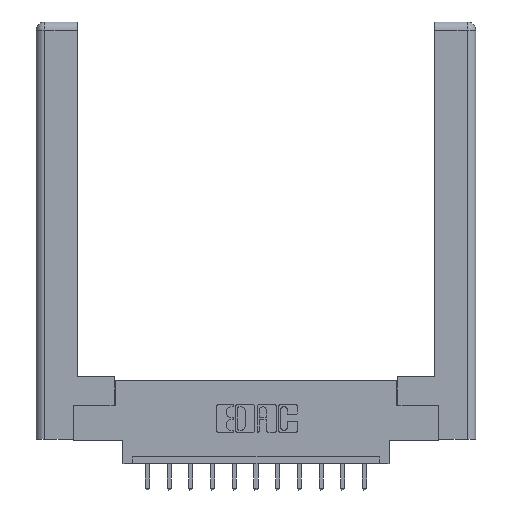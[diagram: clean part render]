
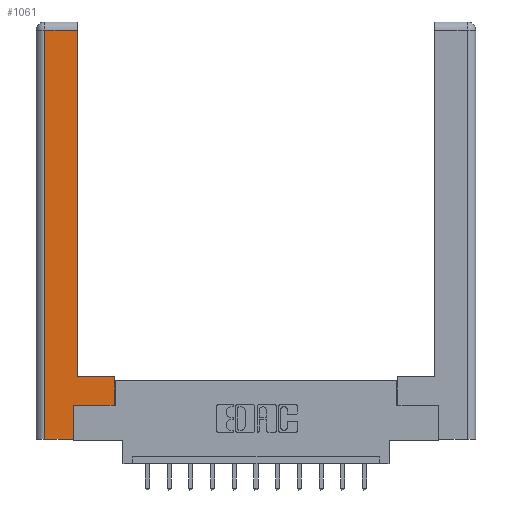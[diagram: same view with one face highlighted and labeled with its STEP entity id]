
A CAD part, top view. The second image highlights one B-rep face of the part: STEP entity #1061.
In plain terms, the highlighted planar face has unit normal (0, 0, 1).
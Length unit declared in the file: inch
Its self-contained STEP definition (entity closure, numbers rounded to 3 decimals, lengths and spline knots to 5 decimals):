
#83 = VECTOR ( 'NONE', #13691, 39.37008 ) ;
#122 = VECTOR ( 'NONE', #5424, 39.37008 ) ;
#468 = DIRECTION ( 'NONE',  ( -1., 0., 0. ) ) ;
#575 = CARTESIAN_POINT ( 'NONE',  ( 0.265, 0.245, 0. ) ) ;
#638 = LINE ( 'NONE', #2041, #83 ) ;
#927 = CARTESIAN_POINT ( 'NONE',  ( 0.265, 0.245, 0. ) ) ;
#1013 = CARTESIAN_POINT ( 'NONE',  ( 0.0615, 0., 0. ) ) ;
#1036 = AXIS2_PLACEMENT_3D ( 'NONE', #5792, #3384, #1075 ) ;
#1061 = ADVANCED_FACE ( 'NONE', ( #10072 ), #12377, .F. ) ;
#1075 = DIRECTION ( 'NONE',  ( -1., 0., 0. ) ) ;
#1260 = DIRECTION ( 'NONE',  ( 0., 1., 0. ) ) ;
#1293 = CARTESIAN_POINT ( 'NONE',  ( 0.565, 0.45, 0. ) ) ;
#1321 = EDGE_CURVE ( 'NONE', #7899, #9774, #11505, .T. ) ;
#1708 = VECTOR ( 'NONE', #1260, 39.37008 ) ;
#2041 = CARTESIAN_POINT ( 'NONE',  ( 0.565, 0.245, 0. ) ) ;
#2552 = EDGE_CURVE ( 'NONE', #8323, #14854, #8934, .T. ) ;
#2798 = LINE ( 'NONE', #5131, #14983 ) ;
#2882 = CARTESIAN_POINT ( 'NONE',  ( 0.0615, 2.94, 0. ) ) ;
#3384 = DIRECTION ( 'NONE',  ( 0., 0., -1. ) ) ;
#3768 = VERTEX_POINT ( 'NONE', #10931 ) ;
#3786 = VERTEX_POINT ( 'NONE', #14275 ) ;
#3794 = DIRECTION ( 'NONE',  ( 0., -1., 0. ) ) ;
#3866 = ORIENTED_EDGE ( 'NONE', *, *, #9532, .T. ) ;
#4024 = DIRECTION ( 'NONE',  ( 0., 1., 0. ) ) ;
#4422 = LINE ( 'NONE', #14377, #5701 ) ;
#4554 = ORIENTED_EDGE ( 'NONE', *, *, #5948, .T. ) ;
#4681 = EDGE_CURVE ( 'NONE', #3768, #3786, #2798, .T. ) ;
#5131 = CARTESIAN_POINT ( 'NONE',  ( 0.295, 3., 0. ) ) ;
#5385 = ORIENTED_EDGE ( 'NONE', *, *, #2552, .T. ) ;
#5424 = DIRECTION ( 'NONE',  ( -1., 0., 0. ) ) ;
#5701 = VECTOR ( 'NONE', #12258, 39.37008 ) ;
#5792 = CARTESIAN_POINT ( 'NONE',  ( 0., 0., 0. ) ) ;
#5856 = VECTOR ( 'NONE', #4024, 39.37008 ) ;
#5948 = EDGE_CURVE ( 'NONE', #9774, #8323, #4422, .T. ) ;
#6353 = LINE ( 'NONE', #13431, #122 ) ;
#7602 = CARTESIAN_POINT ( 'NONE',  ( 0.265, 0., 0. ) ) ;
#7899 = VERTEX_POINT ( 'NONE', #2882 ) ;
#7984 = CARTESIAN_POINT ( 'NONE',  ( 0.565, 0.245, 0. ) ) ;
#8170 = VERTEX_POINT ( 'NONE', #1293 ) ;
#8259 = CARTESIAN_POINT ( 'NONE',  ( 0.565, 0.45, 0. ) ) ;
#8323 = VERTEX_POINT ( 'NONE', #7602 ) ;
#8692 = ORIENTED_EDGE ( 'NONE', *, *, #4681, .T. ) ;
#8934 = LINE ( 'NONE', #575, #5856 ) ;
#9003 = ORIENTED_EDGE ( 'NONE', *, *, #13565, .T. ) ;
#9051 = LINE ( 'NONE', #14506, #13592 ) ;
#9532 = EDGE_CURVE ( 'NONE', #3786, #7899, #6353, .T. ) ;
#9774 = VERTEX_POINT ( 'NONE', #1013 ) ;
#9911 = EDGE_CURVE ( 'NONE', #8170, #3768, #9051, .T. ) ;
#10072 = FACE_OUTER_BOUND ( 'NONE', #13955, .T. ) ;
#10280 = ORIENTED_EDGE ( 'NONE', *, *, #11828, .T. ) ;
#10537 = ORIENTED_EDGE ( 'NONE', *, *, #1321, .T. ) ;
#10931 = CARTESIAN_POINT ( 'NONE',  ( 0.295, 0.45, 0. ) ) ;
#11055 = ORIENTED_EDGE ( 'NONE', *, *, #9911, .T. ) ;
#11505 = LINE ( 'NONE', #14424, #13512 ) ;
#11711 = LINE ( 'NONE', #8259, #1708 ) ;
#11828 = EDGE_CURVE ( 'NONE', #12241, #8170, #11711, .T. ) ;
#12241 = VERTEX_POINT ( 'NONE', #7984 ) ;
#12258 = DIRECTION ( 'NONE',  ( 1., 0., 0. ) ) ;
#12377 = PLANE ( 'NONE',  #1036 ) ;
#13431 = CARTESIAN_POINT ( 'NONE',  ( 0.0615, 2.94, 0. ) ) ;
#13512 = VECTOR ( 'NONE', #3794, 39.37008 ) ;
#13565 = EDGE_CURVE ( 'NONE', #14854, #12241, #638, .T. ) ;
#13592 = VECTOR ( 'NONE', #468, 39.37008 ) ;
#13691 = DIRECTION ( 'NONE',  ( 1., 0., 0. ) ) ;
#13955 = EDGE_LOOP ( 'NONE', ( #8692, #3866, #10537, #4554, #5385, #9003, #10280, #11055 ) ) ;
#14275 = CARTESIAN_POINT ( 'NONE',  ( 0.295, 2.94, 0. ) ) ;
#14377 = CARTESIAN_POINT ( 'NONE',  ( 0.265, 0., 0. ) ) ;
#14424 = CARTESIAN_POINT ( 'NONE',  ( 0.0615, 0., 0. ) ) ;
#14506 = CARTESIAN_POINT ( 'NONE',  ( 0.295, 0.45, 0. ) ) ;
#14561 = DIRECTION ( 'NONE',  ( 0., 1., 0. ) ) ;
#14854 = VERTEX_POINT ( 'NONE', #927 ) ;
#14983 = VECTOR ( 'NONE', #14561, 39.37008 ) ;
